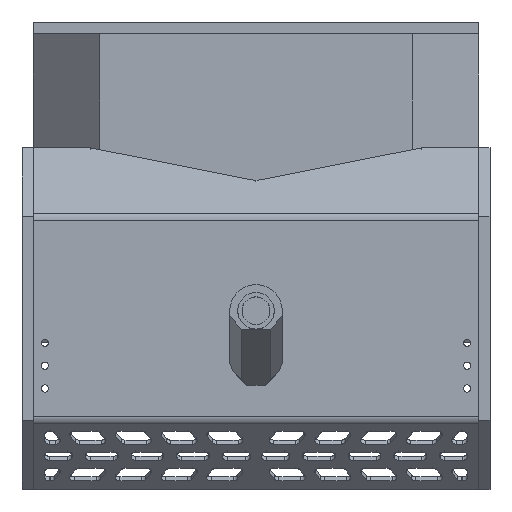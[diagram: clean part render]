
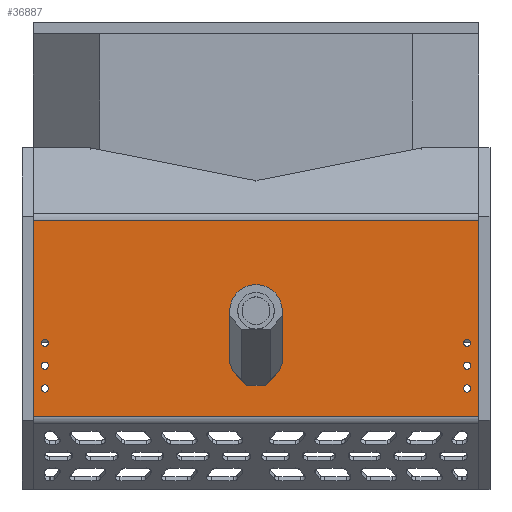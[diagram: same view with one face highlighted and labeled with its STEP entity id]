
A CAD part, top view. The second image highlights one B-rep face of the part: STEP entity #36887.
In plain terms, the highlighted planar face has unit normal (0, 0, 1).
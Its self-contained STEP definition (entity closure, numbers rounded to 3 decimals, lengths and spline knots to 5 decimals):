
#67=CIRCLE('',#39159,0.00202);
#69=CIRCLE('',#39162,0.00202);
#71=CIRCLE('',#39165,0.00202);
#73=CIRCLE('',#39168,0.00202);
#75=CIRCLE('',#39171,0.00202);
#77=CIRCLE('',#39174,0.00202);
#79=CIRCLE('',#39177,0.01143);
#3349=ORIENTED_EDGE('',*,*,#14208,.T.);
#3350=ORIENTED_EDGE('',*,*,#14210,.T.);
#3351=ORIENTED_EDGE('',*,*,#14212,.T.);
#3352=ORIENTED_EDGE('',*,*,#14214,.T.);
#3353=ORIENTED_EDGE('',*,*,#14216,.T.);
#3354=ORIENTED_EDGE('',*,*,#14218,.T.);
#3355=ORIENTED_EDGE('',*,*,#14220,.T.);
#3356=ORIENTED_EDGE('',*,*,#14227,.F.);
#3357=ORIENTED_EDGE('',*,*,#14204,.F.);
#3358=ORIENTED_EDGE('',*,*,#14228,.T.);
#3359=ORIENTED_EDGE('',*,*,#14221,.F.);
#14204=EDGE_CURVE('',#19648,#19650,#23433,.T.);
#14208=EDGE_CURVE('',#19653,#19653,#67,.T.);
#14210=EDGE_CURVE('',#19655,#19655,#69,.T.);
#14212=EDGE_CURVE('',#19657,#19657,#71,.T.);
#14214=EDGE_CURVE('',#19659,#19659,#73,.T.);
#14216=EDGE_CURVE('',#19661,#19661,#75,.T.);
#14218=EDGE_CURVE('',#19663,#19663,#77,.T.);
#14220=EDGE_CURVE('',#19665,#19665,#79,.T.);
#14221=EDGE_CURVE('',#19666,#19667,#23436,.T.);
#14227=EDGE_CURVE('',#19650,#19666,#23442,.T.);
#14228=EDGE_CURVE('',#19648,#19667,#23443,.F.);
#19648=VERTEX_POINT('',#55109);
#19650=VERTEX_POINT('',#55112);
#19653=VERTEX_POINT('',#55120);
#19655=VERTEX_POINT('',#55125);
#19657=VERTEX_POINT('',#55130);
#19659=VERTEX_POINT('',#55135);
#19661=VERTEX_POINT('',#55140);
#19663=VERTEX_POINT('',#55145);
#19665=VERTEX_POINT('',#55150);
#19666=VERTEX_POINT('',#55153);
#19667=VERTEX_POINT('',#55154);
#23433=LINE('',#55111,#26728);
#23436=LINE('',#55152,#26731);
#23442=LINE('',#55164,#26737);
#23443=LINE('',#55165,#26738);
#26728=VECTOR('',#43396,1.);
#26731=VECTOR('',#43443,1.);
#26737=VECTOR('',#43453,1.);
#26738=VECTOR('',#43454,1.);
#30033=EDGE_LOOP('',(#3349));
#30034=EDGE_LOOP('',(#3350));
#30035=EDGE_LOOP('',(#3351));
#30036=EDGE_LOOP('',(#3352));
#30037=EDGE_LOOP('',(#3353));
#30038=EDGE_LOOP('',(#3354));
#30039=EDGE_LOOP('',(#3355));
#30040=EDGE_LOOP('',(#3356,#3357,#3358,#3359));
#32980=FACE_BOUND('',#30033,.T.);
#32981=FACE_BOUND('',#30034,.T.);
#32982=FACE_BOUND('',#30035,.T.);
#32983=FACE_BOUND('',#30036,.T.);
#32984=FACE_BOUND('',#30037,.T.);
#32985=FACE_BOUND('',#30038,.T.);
#32986=FACE_BOUND('',#30039,.T.);
#32987=FACE_BOUND('',#30040,.T.);
#35906=PLANE('',#39180);
#36887=ADVANCED_FACE('',(#32980,#32981,#32982,#32983,#32984,#32985,#32986,
#32987),#35906,.F.);
#39159=AXIS2_PLACEMENT_3D('',#55119,#43403,#43404);
#39162=AXIS2_PLACEMENT_3D('',#55124,#43409,#43410);
#39165=AXIS2_PLACEMENT_3D('',#55129,#43415,#43416);
#39168=AXIS2_PLACEMENT_3D('',#55134,#43421,#43422);
#39171=AXIS2_PLACEMENT_3D('',#55139,#43427,#43428);
#39174=AXIS2_PLACEMENT_3D('',#55144,#43433,#43434);
#39177=AXIS2_PLACEMENT_3D('',#55149,#43439,#43440);
#39180=AXIS2_PLACEMENT_3D('',#55163,#43451,#43452);
#43396=DIRECTION('',(0.,-1.,0.));
#43403=DIRECTION('',(0.,0.,-1.));
#43404=DIRECTION('',(0.,1.,0.));
#43409=DIRECTION('',(0.,0.,-1.));
#43410=DIRECTION('',(0.,1.,0.));
#43415=DIRECTION('',(0.,0.,-1.));
#43416=DIRECTION('',(0.,1.,0.));
#43421=DIRECTION('',(0.,0.,-1.));
#43422=DIRECTION('',(0.,1.,0.));
#43427=DIRECTION('',(0.,0.,-1.));
#43428=DIRECTION('',(0.,1.,0.));
#43433=DIRECTION('',(0.,0.,-1.));
#43434=DIRECTION('',(0.,1.,0.));
#43439=DIRECTION('',(0.,0.,-1.));
#43440=DIRECTION('',(0.,1.,0.));
#43443=DIRECTION('',(0.,1.,0.));
#43451=DIRECTION('',(0.,0.,-1.));
#43452=DIRECTION('',(0.,1.,0.));
#43453=DIRECTION('',(-1.,0.,0.));
#43454=DIRECTION('',(1.,0.,0.));
#55109=CARTESIAN_POINT('',(0.12383,0.01361,0.1524));
#55111=CARTESIAN_POINT('',(0.12383,0.01287,0.1524));
#55112=CARTESIAN_POINT('',(0.12383,-0.09549,0.1524));
#55119=CARTESIAN_POINT('',(0.11747,-0.06728,0.1524));
#55120=CARTESIAN_POINT('',(0.11747,-0.06526,0.1524));
#55124=CARTESIAN_POINT('',(0.11747,-0.07998,0.1524));
#55125=CARTESIAN_POINT('',(0.11747,-0.07796,0.1524));
#55129=CARTESIAN_POINT('',(-0.11747,-0.05458,0.1524));
#55130=CARTESIAN_POINT('',(-0.11747,-0.05256,0.1524));
#55134=CARTESIAN_POINT('',(-0.11747,-0.06728,0.1524));
#55135=CARTESIAN_POINT('',(-0.11747,-0.06526,0.1524));
#55139=CARTESIAN_POINT('',(-0.11747,-0.07998,0.1524));
#55140=CARTESIAN_POINT('',(-0.11747,-0.07796,0.1524));
#55144=CARTESIAN_POINT('',(0.11747,-0.05458,0.1524));
#55145=CARTESIAN_POINT('',(0.11747,-0.05256,0.1524));
#55149=CARTESIAN_POINT('',(0.,-0.03711,0.1524));
#55150=CARTESIAN_POINT('',(0.,-0.02568,0.1524));
#55152=CARTESIAN_POINT('',(-0.12383,0.01287,0.1524));
#55153=CARTESIAN_POINT('',(-0.12383,-0.09549,0.1524));
#55154=CARTESIAN_POINT('',(-0.12383,0.01361,0.1524));
#55163=CARTESIAN_POINT('',(0.12383,0.01287,0.1524));
#55164=CARTESIAN_POINT('',(0.12383,-0.09549,0.1524));
#55165=CARTESIAN_POINT('',(0.12383,0.01361,0.1524));
